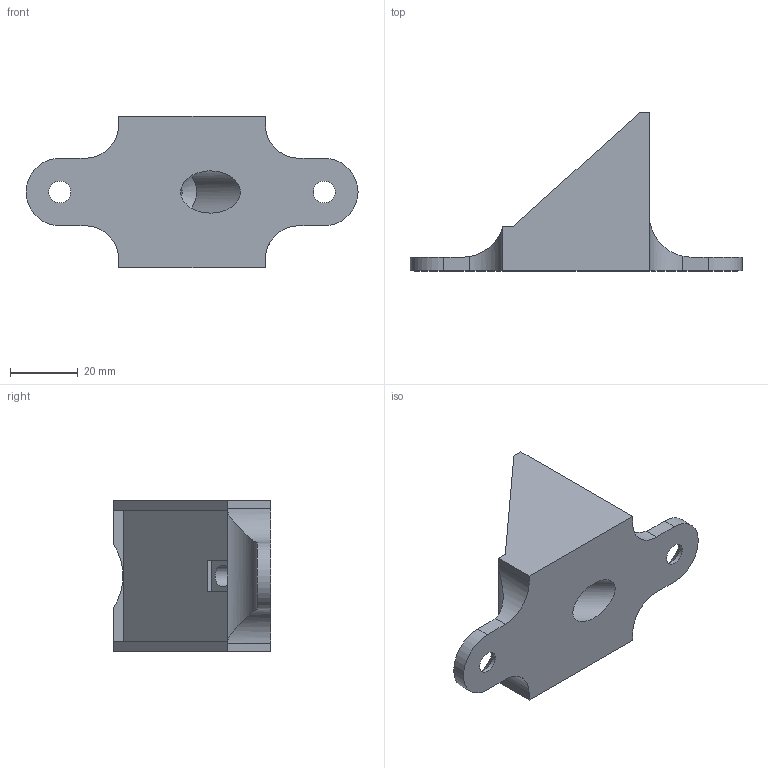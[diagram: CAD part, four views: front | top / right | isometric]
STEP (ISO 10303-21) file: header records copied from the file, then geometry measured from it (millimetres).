
FILE_DESCRIPTION(/* description */ (''),/* implementation_level */ '2;1');
FILE_NAME(/* name */ 'Kamerahalterung_Winkel_45.stp',/* time_stamp */ '2020-08-18T05:46:00+02:00',/* author */ ('sever'),/* organization */ (''),/* preprocessor_version */ 'ST-DEVELOPER v18.1',/* originating_system */ 'Autodesk Inventor 2021',/* authorisation */ '');
FILE_SCHEMA (('AUTOMOTIVE_DESIGN { 1 0 10303 214 3 1 1 }'));
Length unit declared in the file: millimetre
Products named in the file (1): Kamerahalterung_Winkel_45
Bounding box: 98.38 x 46.8 x 45 mm (x, y, z)
Volume: 55436.6 mm3; surface area: 13068.4 mm2
Topology: 1 solids, 1 shells, 43 faces, 119 edges, 77 vertices
Faces by surface type: plane 27, cylinder 13, cone 3
Full cylindrical faces by diameter (mm): 6.5 x3, 12.5 x1
Entity records: 1475 total; most frequent: CARTESIAN_POINT 311, ORIENTED_EDGE 238, DIRECTION 228, EDGE_CURVE 119, LINE 84, VECTOR 84, VERTEX_POINT 77, AXIS2_PLACEMENT_3D 72
